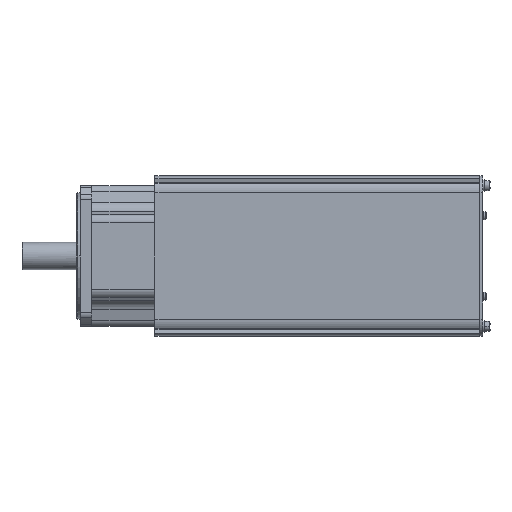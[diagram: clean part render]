
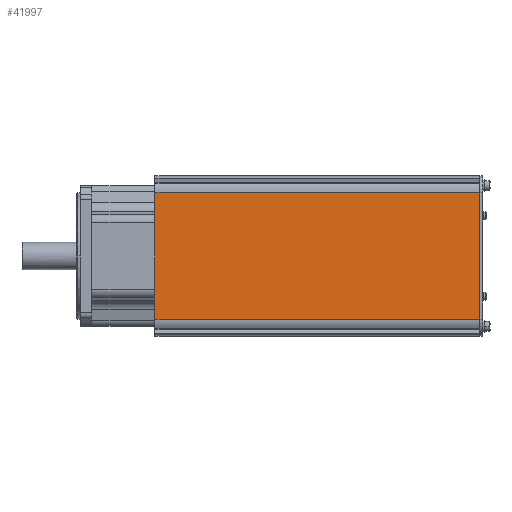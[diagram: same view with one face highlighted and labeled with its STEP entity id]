
A CAD part, front view. The second image highlights one B-rep face of the part: STEP entity #41997.
In plain terms, the highlighted planar face has unit normal (0, -1, 0).
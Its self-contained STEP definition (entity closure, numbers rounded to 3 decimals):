
#36602=DIRECTION('',(0.,0.,-1.));
#36603=VECTOR('',#36602,130.);
#36604=CARTESIAN_POINT('',(136.8,-82.5,65.));
#36605=LINE('',#36604,#36603);
#38176=DIRECTION('',(0.,0.,-1.));
#38177=VECTOR('',#38176,130.);
#38178=CARTESIAN_POINT('',(470.8,-82.5,65.));
#38179=LINE('',#38178,#38177);
#38180=DIRECTION('',(-1.,0.,0.));
#38181=VECTOR('',#38180,334.);
#38182=CARTESIAN_POINT('',(470.8,-82.5,65.));
#38183=LINE('',#38182,#38181);
#38197=DIRECTION('',(-1.,0.,0.));
#38198=VECTOR('',#38197,334.);
#38199=CARTESIAN_POINT('',(470.8,-82.5,-65.));
#38200=LINE('',#38199,#38198);
#38344=CARTESIAN_POINT('',(470.8,-82.5,65.));
#38345=CARTESIAN_POINT('',(470.8,-82.5,-65.));
#38346=VERTEX_POINT('',#38344);
#38347=VERTEX_POINT('',#38345);
#38348=CARTESIAN_POINT('',(136.8,-82.5,65.));
#38349=CARTESIAN_POINT('',(136.8,-82.5,-65.));
#38350=VERTEX_POINT('',#38348);
#38351=VERTEX_POINT('',#38349);
#41984=CARTESIAN_POINT('',(470.8,-82.5,65.));
#41985=DIRECTION('',(0.,-1.,0.));
#41986=DIRECTION('',(0.,0.,-1.));
#41987=AXIS2_PLACEMENT_3D('',#41984,#41985,#41986);
#41988=PLANE('',#41987);
#41990=ORIENTED_EDGE('',*,*,#41989,.T.);
#41992=ORIENTED_EDGE('',*,*,#41991,.T.);
#41993=ORIENTED_EDGE('',*,*,#39532,.F.);
#41994=ORIENTED_EDGE('',*,*,#41856,.F.);
#41995=EDGE_LOOP('',(#41990,#41992,#41993,#41994));
#41996=FACE_OUTER_BOUND('',#41995,.F.);
#41997=ADVANCED_FACE('',(#41996),#41988,.T.);
#39532=EDGE_CURVE('',#38350,#38351,#36605,.T.);
#41856=EDGE_CURVE('',#38346,#38350,#38183,.T.);
#41989=EDGE_CURVE('',#38346,#38347,#38179,.T.);
#41991=EDGE_CURVE('',#38347,#38351,#38200,.T.);
